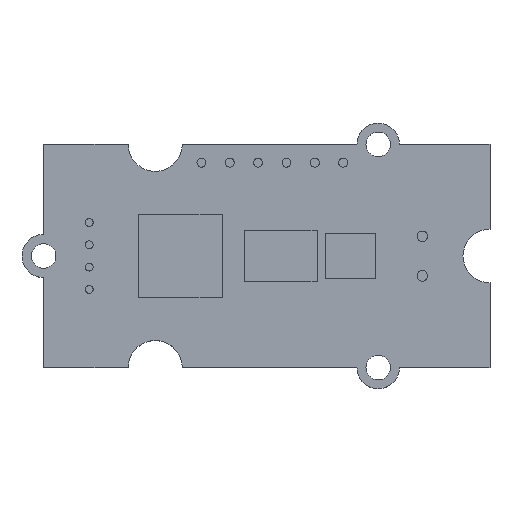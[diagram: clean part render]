
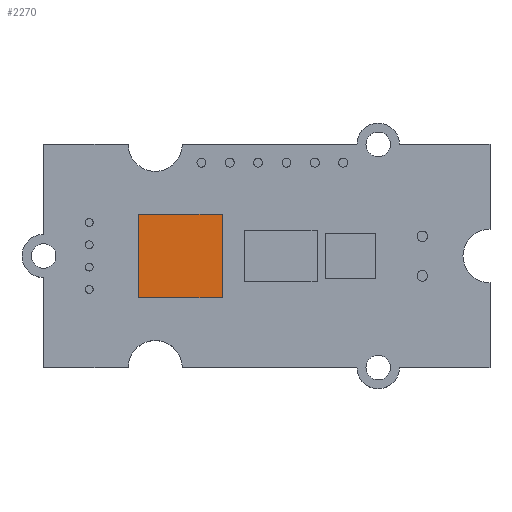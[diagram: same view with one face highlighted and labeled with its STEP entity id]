
A CAD part, top view. The second image highlights one B-rep face of the part: STEP entity #2270.
In plain terms, the highlighted planar face has unit normal (0, 0, 1).
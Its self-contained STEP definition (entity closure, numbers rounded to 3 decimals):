
#185=PLANE('',#2536);
#318=FACE_OUTER_BOUND('',#493,.T.);
#493=EDGE_LOOP('',(#2056,#2057,#2058,#2059));
#692=LINE('',#3769,#911);
#695=LINE('',#3775,#914);
#698=LINE('',#3781,#917);
#701=LINE('',#3785,#920);
#911=VECTOR('',#3134,10.);
#914=VECTOR('',#3139,10.);
#917=VECTOR('',#3144,10.);
#920=VECTOR('',#3149,10.);
#1199=VERTEX_POINT('',#3766);
#1200=VERTEX_POINT('',#3768);
#1202=VERTEX_POINT('',#3774);
#1204=VERTEX_POINT('',#3780);
#1484=EDGE_CURVE('',#1200,#1199,#692,.T.);
#1487=EDGE_CURVE('',#1202,#1200,#695,.T.);
#1490=EDGE_CURVE('',#1204,#1202,#698,.T.);
#1493=EDGE_CURVE('',#1199,#1204,#701,.T.);
#2056=ORIENTED_EDGE('',*,*,#1493,.T.);
#2057=ORIENTED_EDGE('',*,*,#1490,.T.);
#2058=ORIENTED_EDGE('',*,*,#1487,.T.);
#2059=ORIENTED_EDGE('',*,*,#1484,.T.);
#2270=ADVANCED_FACE('',(#318),#185,.T.);
#2536=AXIS2_PLACEMENT_3D('',#3786,#3150,#3151);
#3134=DIRECTION('',(0.,-1.,0.));
#3139=DIRECTION('',(-1.,0.,0.));
#3144=DIRECTION('',(0.,1.,0.));
#3149=DIRECTION('',(1.,0.,0.));
#3150=DIRECTION('center_axis',(0.,0.,1.));
#3151=DIRECTION('ref_axis',(1.,0.,0.));
#3766=CARTESIAN_POINT('',(-5.64,-12.11,7.3));
#3768=CARTESIAN_POINT('',(-5.64,-4.61,7.3));
#3769=CARTESIAN_POINT('',(-5.64,-12.11,7.3));
#3774=CARTESIAN_POINT('',(1.86,-4.61,7.3));
#3775=CARTESIAN_POINT('',(-5.64,-4.61,7.3));
#3780=CARTESIAN_POINT('',(1.86,-12.11,7.3));
#3781=CARTESIAN_POINT('',(1.86,-4.61,7.3));
#3785=CARTESIAN_POINT('',(1.86,-12.11,7.3));
#3786=CARTESIAN_POINT('Origin',(-1.89,-8.36,7.3));
